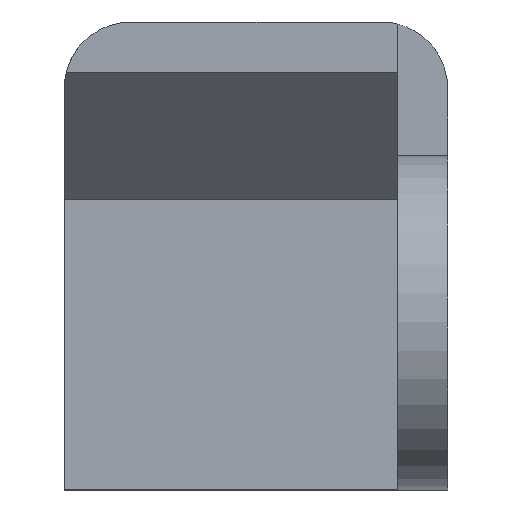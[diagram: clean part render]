
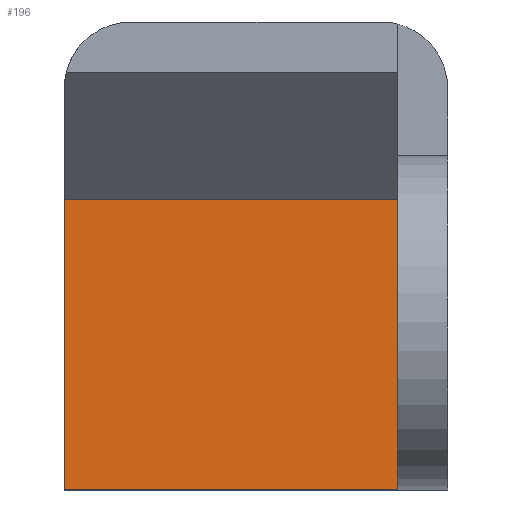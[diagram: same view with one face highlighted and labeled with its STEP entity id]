
A CAD part, top view. The second image highlights one B-rep face of the part: STEP entity #196.
In plain terms, the highlighted planar face has unit normal (0, 0, 1).
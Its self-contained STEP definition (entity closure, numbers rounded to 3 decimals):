
#19 = CARTESIAN_POINT ( 'NONE',  ( 52., 23., -24.893 ) ) ;
#102 = VECTOR ( 'NONE', #1063, 1000. ) ;
#109 = FACE_OUTER_BOUND ( 'NONE', #234, .T. ) ;
#125 = DIRECTION ( 'NONE',  ( 1., 0., 0. ) ) ;
#137 = LINE ( 'NONE', #19, #408 ) ;
#196 = ADVANCED_FACE ( 'NONE', ( #109 ), #678, .T. ) ;
#234 = EDGE_LOOP ( 'NONE', ( #1399, #1368, #724, #923 ) ) ;
#262 = VECTOR ( 'NONE', #782, 1000. ) ;
#348 = EDGE_CURVE ( 'NONE', #932, #647, #1171, .T. ) ;
#379 = VERTEX_POINT ( 'NONE', #599 ) ;
#408 = VECTOR ( 'NONE', #1183, 1000. ) ;
#431 = EDGE_CURVE ( 'NONE', #379, #861, #137, .T. ) ;
#480 = EDGE_CURVE ( 'NONE', #861, #932, #1226, .T. ) ;
#548 = CARTESIAN_POINT ( 'NONE',  ( 52., 18., -24.893 ) ) ;
#599 = CARTESIAN_POINT ( 'NONE',  ( 52., 35.394, -24.893 ) ) ;
#606 = AXIS2_PLACEMENT_3D ( 'NONE', #1484, #1497, #125 ) ;
#647 = VERTEX_POINT ( 'NONE', #1372 ) ;
#678 = PLANE ( 'NONE',  #606 ) ;
#724 = ORIENTED_EDGE ( 'NONE', *, *, #480, .F. ) ;
#748 = CARTESIAN_POINT ( 'NONE',  ( 32., 18., -24.893 ) ) ;
#782 = DIRECTION ( 'NONE',  ( -1., 0., 0. ) ) ;
#861 = VERTEX_POINT ( 'NONE', #548 ) ;
#894 = CARTESIAN_POINT ( 'NONE',  ( 52., 18., -24.893 ) ) ;
#923 = ORIENTED_EDGE ( 'NONE', *, *, #431, .F. ) ;
#932 = VERTEX_POINT ( 'NONE', #748 ) ;
#1032 = CARTESIAN_POINT ( 'NONE',  ( 52., 35.394, -24.893 ) ) ;
#1063 = DIRECTION ( 'NONE',  ( -1., 0., 0. ) ) ;
#1069 = EDGE_CURVE ( 'NONE', #379, #647, #1251, .T. ) ;
#1171 = LINE ( 'NONE', #1282, #1181 ) ;
#1181 = VECTOR ( 'NONE', #1438, 1000. ) ;
#1183 = DIRECTION ( 'NONE',  ( 0., -1., 0. ) ) ;
#1226 = LINE ( 'NONE', #894, #262 ) ;
#1251 = LINE ( 'NONE', #1032, #102 ) ;
#1282 = CARTESIAN_POINT ( 'NONE',  ( 32., 38., -24.893 ) ) ;
#1368 = ORIENTED_EDGE ( 'NONE', *, *, #348, .F. ) ;
#1372 = CARTESIAN_POINT ( 'NONE',  ( 32., 35.394, -24.893 ) ) ;
#1399 = ORIENTED_EDGE ( 'NONE', *, *, #1069, .T. ) ;
#1438 = DIRECTION ( 'NONE',  ( 0., 1., 0. ) ) ;
#1484 = CARTESIAN_POINT ( 'NONE',  ( 52., 18., -24.893 ) ) ;
#1497 = DIRECTION ( 'NONE',  ( 0., 0., 1. ) ) ;
